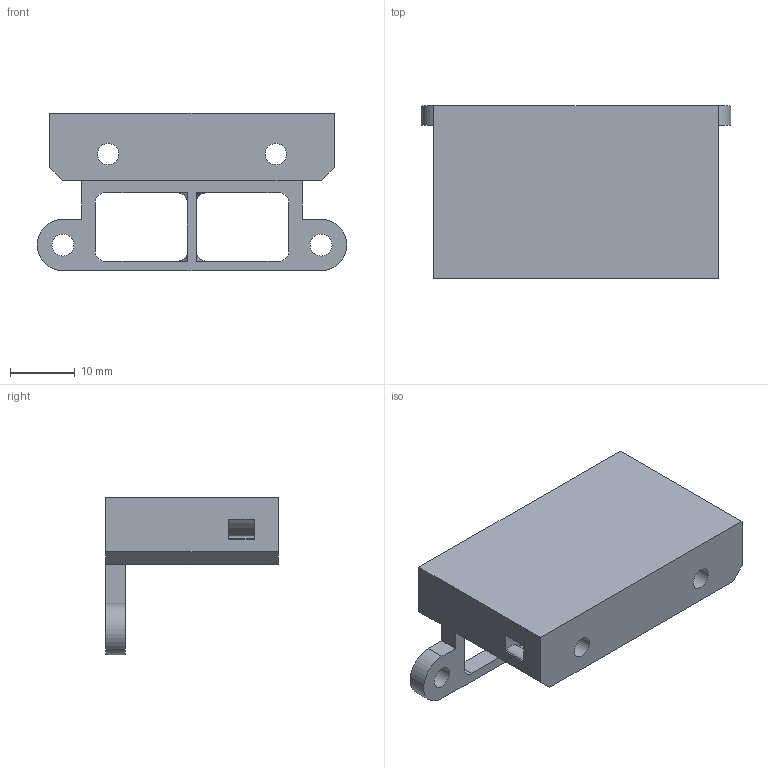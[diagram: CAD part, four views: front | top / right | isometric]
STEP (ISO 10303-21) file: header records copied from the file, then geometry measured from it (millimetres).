
FILE_DESCRIPTION(/* description */ (''),/* implementation_level */ '2;1');
FILE_NAME(/* name */ '[bottom] LGX FF_mgn12_short__wide_duct.stp',/* time_stamp */ '2021-07-12T20:36:14+02:00',/* author */ ('luk'),/* organization */ (''),/* preprocessor_version */ 'ST-DEVELOPER v18',/* originating_system */ 'Autodesk Inventor 2020',/* authorisation */ '');
FILE_SCHEMA (('AUTOMOTIVE_DESIGN { 1 0 10303 214 3 1 1 }'));
Length unit declared in the file: millimetre
Products named in the file (1): [bottom] LGX FF_mgn12_short__wide_duct
Bounding box: 48 x 26.7 x 24.45 mm (x, y, z)
Volume: 12337.7 mm3; surface area: 5482.4 mm2
Topology: 1 solids, 1 shells, 50 faces, 147 edges, 95 vertices
Faces by surface type: plane 30, cylinder 16, bspline 4
Full cylindrical faces by diameter (mm): 3.3 x2, 3.4 x2
Entity records: 2023 total; most frequent: CARTESIAN_POINT 633, ORIENTED_EDGE 286, DIRECTION 259, EDGE_CURVE 143, LINE 97, VECTOR 97, VERTEX_POINT 95, AXIS2_PLACEMENT_3D 81
